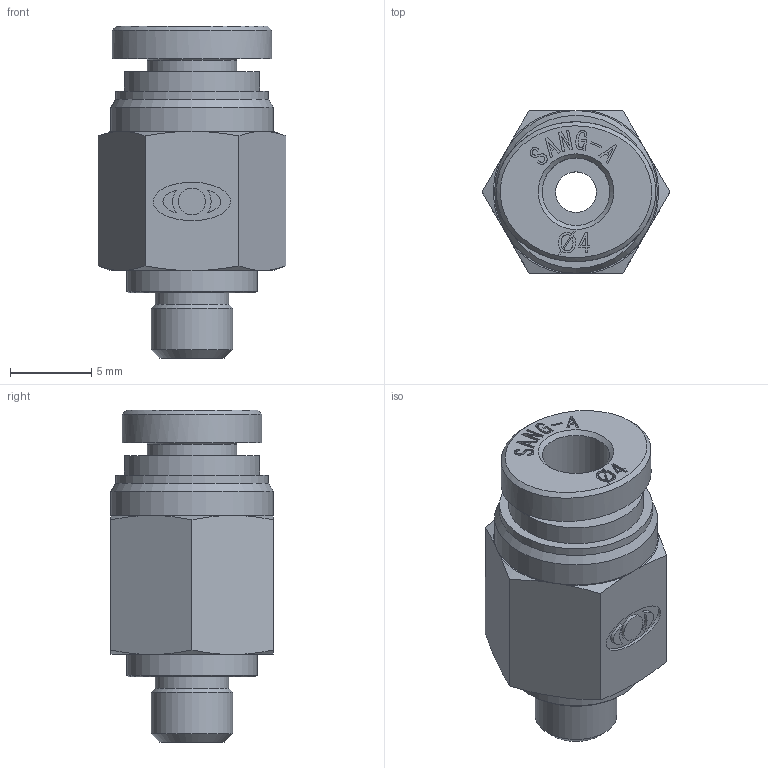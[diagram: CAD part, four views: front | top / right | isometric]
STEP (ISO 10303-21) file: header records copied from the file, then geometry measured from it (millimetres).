
FILE_DESCRIPTION((''),'2;1');
FILE_NAME('F-PC 04M5.stp','2020-11-23T15:48:00',('Administrator'),(''),'Autodesk Inventor 2013','Autodesk Inventor 2013','');
FILE_SCHEMA(('CONFIG_CONTROL_DESIGN'));
Length unit declared in the file: millimetre
Products named in the file (3): 조립품12; F-SLEEVE 04(SUS); F-PC BODY 04M5
Assembly tree (2 placements, depth 2):
  조립품12
    F-SLEEVE 04(SUS)
    F-PC BODY 04M5
Bounding box: 11.55 x 10 x 20.4 mm (x, y, z)
Volume: 1037.3 mm3; surface area: 1153.8 mm2
Topology: 2 solids, 2 shells, 240 faces, 618 edges, 407 vertices
Faces by surface type: plane 138, bspline 68, cone 19, cylinder 14, torus 1
Full cylindrical faces by diameter (mm): 1.657 x1, 2.5 x1, 4.15 x1, 4.2 x1, 4.5 x1, 5 x1, 5.5 x1, 7 x1, 8 x1, 8.3 x1, 9.4 x1, 10 x1
Entity records: 7392 total; most frequent: CARTESIAN_POINT 2030, ORIENTED_EDGE 1186, DIRECTION 853, EDGE_CURVE 593, VERTEX_POINT 404, VECTOR 383, LINE 383, EDGE_LOOP 291
